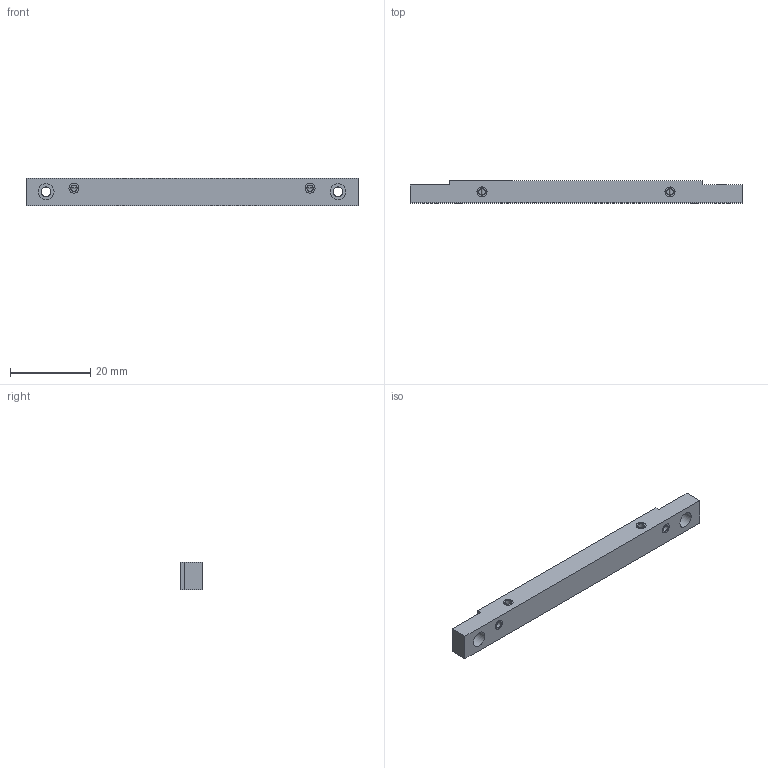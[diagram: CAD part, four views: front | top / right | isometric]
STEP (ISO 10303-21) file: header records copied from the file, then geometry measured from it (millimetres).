
FILE_DESCRIPTION(/* description */ (''),/* implementation_level */ '2;1');
FILE_NAME(/* name */ 'B4_frame1F v12.step',/* time_stamp */ '2021-05-20T07:24:46+09:00',/* author */ (''),/* organization */ (''),/* preprocessor_version */ 'ST-DEVELOPER v18.1',/* originating_system */ 'Autodesk Translation Framework v10.6.0.1341',/* authorisation */ '');
FILE_SCHEMA (('AUTOMOTIVE_DESIGN { 1 0 10303 214 3 1 1 }'));
Length unit declared in the file: millimetre
Products named in the file (2): B4_frame1F; HLTS4_4
Assembly tree (4 placements, depth 2):
  B4_frame1F
    HLTS4_4  x4
Bounding box: 83 x 5.5 x 6.9 mm (x, y, z)
Volume: 2864.6 mm3; surface area: 2574.1 mm2
Topology: 13 solids, 13 shells, 66 faces, 112 edges, 78 vertices
Faces by surface type: plane 36, cylinder 24, torus 4, cone 2
Full cylindrical faces by diameter (mm): 0.267 x4, 1.6 x4, 2.4 x2, 2.5 x8, 4 x2
Entity records: 1093 total; most frequent: CARTESIAN_POINT 247, DIRECTION 173, ORIENTED_EDGE 134, AXIS2_PLACEMENT_3D 68, EDGE_CURVE 67, EDGE_LOOP 48, VERTEX_POINT 45, LINE 37
